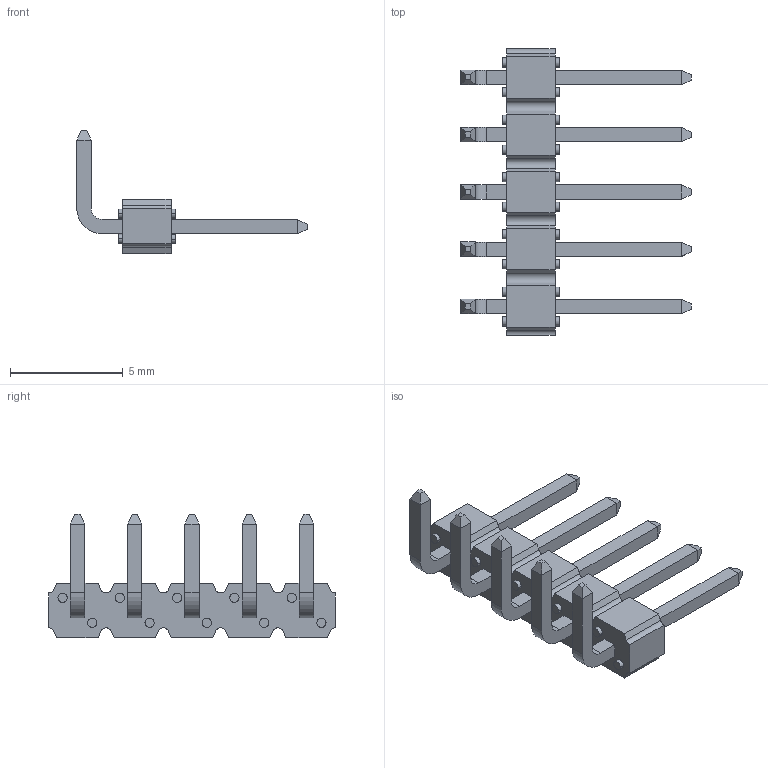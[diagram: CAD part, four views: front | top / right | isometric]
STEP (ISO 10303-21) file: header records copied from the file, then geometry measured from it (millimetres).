
FILE_DESCRIPTION(('FreeCAD Model'),'2;1');
FILE_NAME('J_HEADER_MALE_90_5PINS.step', '2021-02-26T19:06:06',('Author'),(''), 'Open CASCADE STEP processor 7.3','FreeCAD','Unknown');
FILE_SCHEMA(('AUTOMOTIVE_DESIGN { 1 0 10303 214 1 1 1 1 }'));
Length unit declared in the file: millimetre
Products named in the file (1): MSBR-1
Bounding box: 10.22 x 12.7 x 5.46 mm (x, y, z)
Volume: 84.5 mm3; surface area: 276.8 mm2
Topology: 1 solids, 1 shells, 216 faces, 512 edges, 328 vertices
Faces by surface type: plane 154, cylinder 62
Entity records: 14503 total; most frequent: CARTESIAN_POINT 2405, DIRECTION 2040, LINE 1288, VECTOR 1288, ORIENTED_EDGE 1024, PCURVE 1024, DEFINITIONAL_REPRESENTATION 1024, EDGE_CURVE 512
